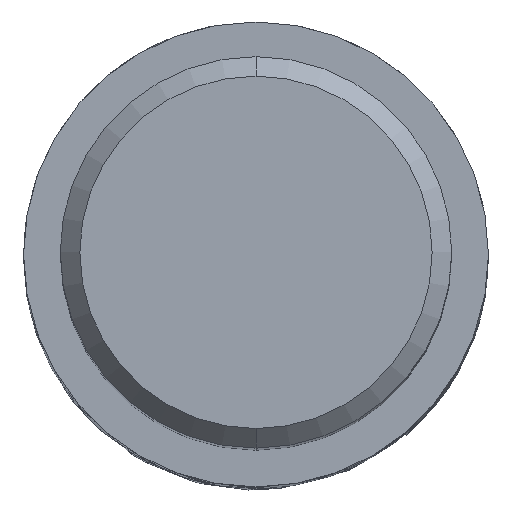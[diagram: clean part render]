
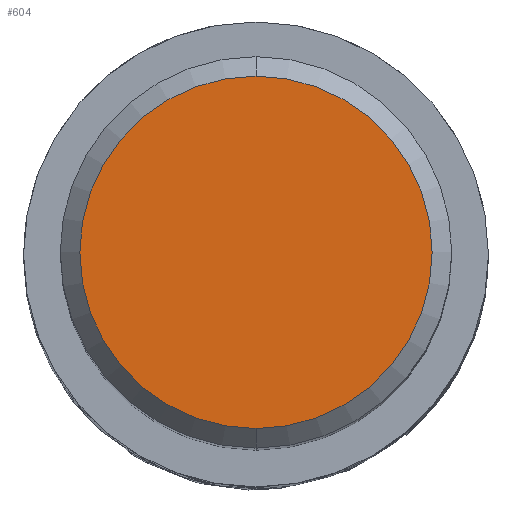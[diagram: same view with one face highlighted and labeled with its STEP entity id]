
A CAD part, top view. The second image highlights one B-rep face of the part: STEP entity #604.
In plain terms, the highlighted planar face has unit normal (0, 0, 1).
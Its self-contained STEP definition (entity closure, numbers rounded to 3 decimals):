
#470=VERTEX_POINT('',#1024);
#494=VERTEX_POINT('',#1051);
#604=ADVANCED_FACE('',(#1172),#1173,.T.);
#630=EDGE_CURVE('',#470,#494,#1201,.T.);
#724=EDGE_CURVE('',#494,#470,#1301,.T.);
#1024=CARTESIAN_POINT('',(0.,-7.2,0.0));
#1051=CARTESIAN_POINT('',(0.0,7.2,0.0));
#1172=FACE_OUTER_BOUND('',#3156,.T.);
#1173=PLANE('',#3157);
#1201=CIRCLE('',#4045,7.2);
#1301=CIRCLE('',#4461,7.2);
#3156=EDGE_LOOP('',(#6813,#6814));
#3157=AXIS2_PLACEMENT_3D('',#6815,#6816,#6817);
#4045=AXIS2_PLACEMENT_3D('',#6840,#6841,#6842);
#4461=AXIS2_PLACEMENT_3D('',#6908,#6909,#6910);
#6813=ORIENTED_EDGE('',*,*,#724,.F.);
#6814=ORIENTED_EDGE('',*,*,#630,.F.);
#6815=CARTESIAN_POINT('',(0.0,3.6,0.0));
#6816=DIRECTION('',(-0.0,0.0,1.0));
#6817=DIRECTION('',(0.0,-1.0,0.0));
#6840=CARTESIAN_POINT('',(0.0,0.0,0.0));
#6841=DIRECTION('',(0.0,0.0,-1.0));
#6842=DIRECTION('',(0.0,1.0,0.0));
#6908=CARTESIAN_POINT('',(0.0,0.0,0.0));
#6909=DIRECTION('',(0.0,0.0,-1.0));
#6910=DIRECTION('',(0.0,1.0,0.0));
